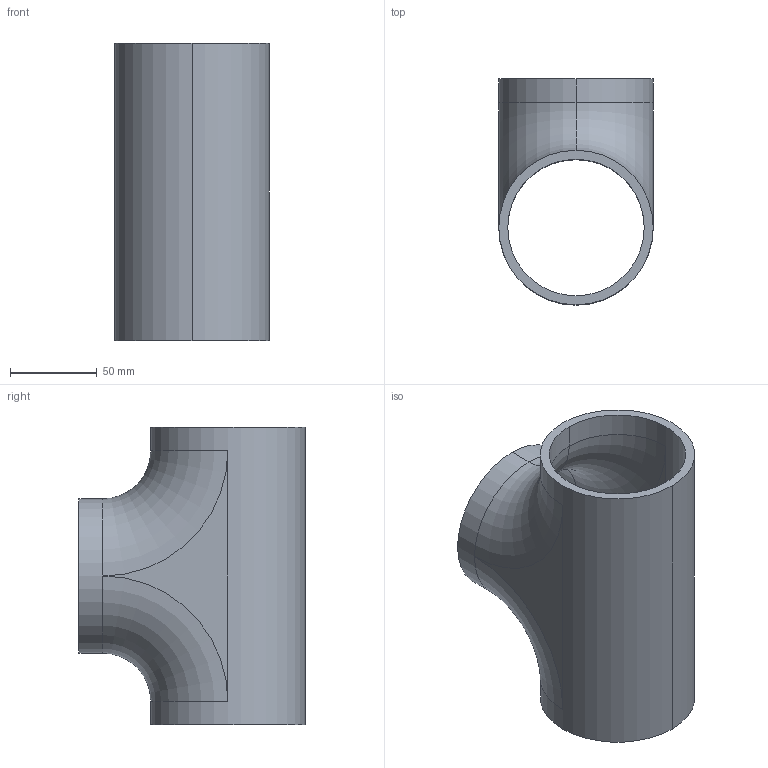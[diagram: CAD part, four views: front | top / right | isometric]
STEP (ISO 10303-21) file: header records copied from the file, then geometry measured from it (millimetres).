
FILE_DESCRIPTION (( 'STEP AP203' ), '1' );
FILE_NAME ('OEM-80NB-T-40-316L_REV_.step', '2026-03-04T02:57:54', ( '' ), ( '' ), 'SwSTEP 2.0', 'SolidWorks 2025', '' );
FILE_SCHEMA (( 'CONFIG_CONTROL_DESIGN' ));
Length unit declared in the file: millimetre
Products named in the file (1): OEM-80NB-T-40-316L_REV_
Bounding box: 88.9 x 130.15 x 171.4 mm (x, y, z)
Volume: 273107.4 mm3; surface area: 109872.2 mm2
Topology: 1 solids, 1 shells, 23 faces, 54 edges, 32 vertices
Faces by surface type: torus 8, cylinder 8, plane 7
Entity records: 757 total; most frequent: DIRECTION 142, CARTESIAN_POINT 110, ORIENTED_EDGE 108, AXIS2_PLACEMENT_3D 64, EDGE_CURVE 54, CIRCLE 40, VERTEX_POINT 32, EDGE_LOOP 26
